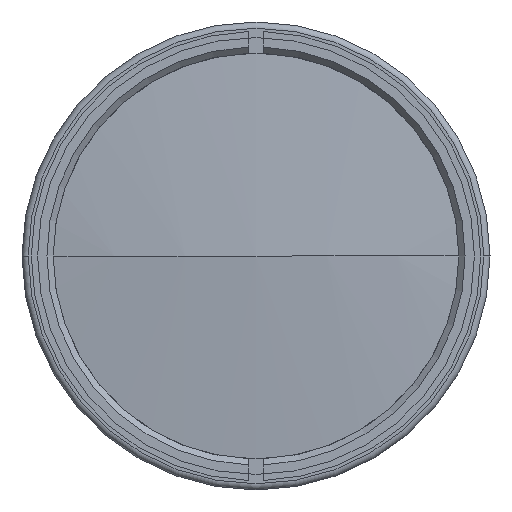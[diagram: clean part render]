
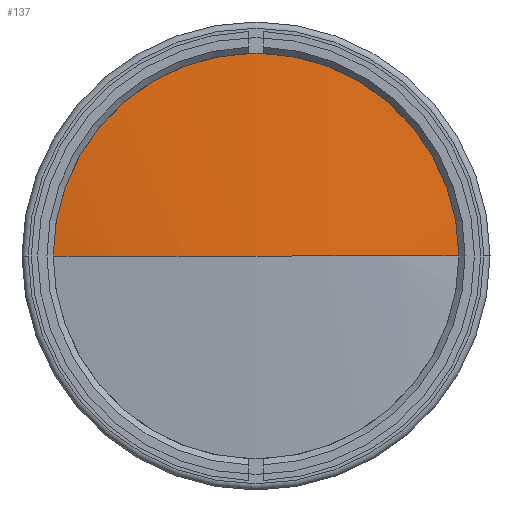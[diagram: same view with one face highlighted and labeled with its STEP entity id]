
A CAD part, left-side view. The second image highlights one B-rep face of the part: STEP entity #137.
In plain terms, the highlighted spherical face has radius 252 mm.
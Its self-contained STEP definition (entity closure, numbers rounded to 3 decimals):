
#22 = CARTESIAN_POINT ( 'NONE',  ( -138.909, -34., 0. ) ) ;
#44 = DIRECTION ( 'NONE',  ( 0., 0., -1. ) ) ;
#137 = ADVANCED_FACE ( 'NONE', ( #1378 ), #541, .T. ) ;
#204 = DIRECTION ( 'NONE',  ( 0., 1., 0. ) ) ;
#529 = EDGE_CURVE ( 'NONE', #1669, #1622, #1547, .T. ) ;
#541 = SPHERICAL_SURFACE ( 'NONE', #1176, 252. ) ;
#548 = AXIS2_PLACEMENT_3D ( 'NONE', #563, #915, #1722 ) ;
#563 = CARTESIAN_POINT ( 'NONE',  ( 110.787, 0., 0. ) ) ;
#643 = CARTESIAN_POINT ( 'NONE',  ( -141.213, 0., 0. ) ) ;
#671 = CARTESIAN_POINT ( 'NONE',  ( -138.909, 34., 0. ) ) ;
#704 = CARTESIAN_POINT ( 'NONE',  ( 110.787, 0., 0. ) ) ;
#822 = DIRECTION ( 'NONE',  ( 0., -1., 0. ) ) ;
#915 = DIRECTION ( 'NONE',  ( 0., 0., 1. ) ) ;
#1176 = AXIS2_PLACEMENT_3D ( 'NONE', #1641, #2139, #822 ) ;
#1194 = CIRCLE ( 'NONE', #1571, 252. ) ;
#1209 = CARTESIAN_POINT ( 'NONE',  ( -138.909, 0., 0. ) ) ;
#1246 = EDGE_CURVE ( 'NONE', #1669, #1514, #1194, .T. ) ;
#1316 = EDGE_CURVE ( 'NONE', #1622, #1514, #1730, .T. ) ;
#1378 = FACE_OUTER_BOUND ( 'NONE', #1586, .T. ) ;
#1476 = ORIENTED_EDGE ( 'NONE', *, *, #1316, .T. ) ;
#1514 = VERTEX_POINT ( 'NONE', #643 ) ;
#1528 = DIRECTION ( 'NONE',  ( -1., 0., 0. ) ) ;
#1533 = ORIENTED_EDGE ( 'NONE', *, *, #529, .T. ) ;
#1547 = CIRCLE ( 'NONE', #2054, 34. ) ;
#1571 = AXIS2_PLACEMENT_3D ( 'NONE', #704, #44, #204 ) ;
#1586 = EDGE_LOOP ( 'NONE', ( #1533, #1476, #1796 ) ) ;
#1622 = VERTEX_POINT ( 'NONE', #671 ) ;
#1641 = CARTESIAN_POINT ( 'NONE',  ( 110.787, 0., 0. ) ) ;
#1669 = VERTEX_POINT ( 'NONE', #22 ) ;
#1722 = DIRECTION ( 'NONE',  ( 0., -1., 0. ) ) ;
#1730 = CIRCLE ( 'NONE', #548, 252. ) ;
#1796 = ORIENTED_EDGE ( 'NONE', *, *, #1246, .F. ) ;
#2041 = DIRECTION ( 'NONE',  ( 0., 0., -1. ) ) ;
#2054 = AXIS2_PLACEMENT_3D ( 'NONE', #1209, #1528, #2041 ) ;
#2139 = DIRECTION ( 'NONE',  ( 0., 0., 1. ) ) ;
